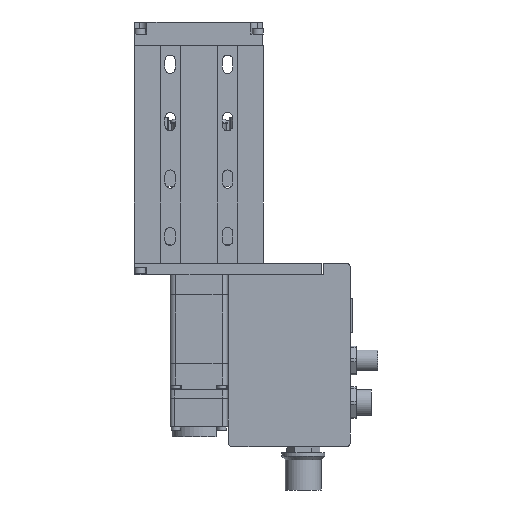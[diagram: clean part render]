
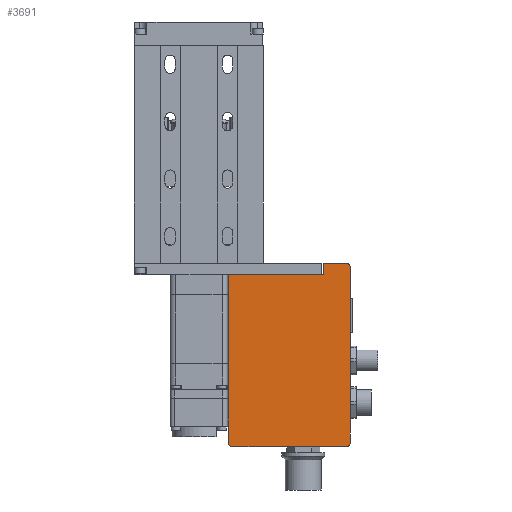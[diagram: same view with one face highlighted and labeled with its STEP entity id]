
A CAD part, front view. The second image highlights one B-rep face of the part: STEP entity #3691.
In plain terms, the highlighted planar face has unit normal (0, -1, 0).
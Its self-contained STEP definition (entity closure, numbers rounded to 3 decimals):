
#1002 = CARTESIAN_POINT ( 'NONE',  ( 51.11, -10.17, -60. ) ) ;
#1568 = AXIS2_PLACEMENT_3D ( 'NONE', #12678, #8007, #19495 ) ;
#2036 = ORIENTED_EDGE ( 'NONE', *, *, #7613, .F. ) ;
#2315 = LINE ( 'NONE', #16946, #3390 ) ;
#2553 = AXIS2_PLACEMENT_3D ( 'NONE', #11424, #4640, #14454 ) ;
#2665 = DIRECTION ( 'NONE',  ( 1., 0., 0. ) ) ;
#2686 = ORIENTED_EDGE ( 'NONE', *, *, #14496, .T. ) ;
#3025 = LINE ( 'NONE', #20967, #20041 ) ;
#3152 = FACE_OUTER_BOUND ( 'NONE', #10916, .T. ) ;
#3390 = VECTOR ( 'NONE', #5448, 1000. ) ;
#3691 = ADVANCED_FACE ( 'NONE', ( #3152 ), #16171, .F. ) ;
#4041 = DIRECTION ( 'NONE',  ( 0., -1., 0. ) ) ;
#4284 = CIRCLE ( 'NONE', #2553, 1.7 ) ;
#4322 = CIRCLE ( 'NONE', #16336, 1.7 ) ;
#4640 = DIRECTION ( 'NONE',  ( 0., -1., 0. ) ) ;
#4719 = VERTEX_POINT ( 'NONE', #7503 ) ;
#4880 = EDGE_CURVE ( 'NONE', #10388, #4719, #8602, .T. ) ;
#5371 = DIRECTION ( 'NONE',  ( -1., 0., 0. ) ) ;
#5448 = DIRECTION ( 'NONE',  ( 1., 0., 0. ) ) ;
#6157 = EDGE_CURVE ( 'NONE', #10603, #9902, #7841, .T. ) ;
#6855 = DIRECTION ( 'NONE',  ( 0., 0., 1. ) ) ;
#7163 = ORIENTED_EDGE ( 'NONE', *, *, #14548, .F. ) ;
#7222 = CARTESIAN_POINT ( 'NONE',  ( 43.41, -10.17, 0. ) ) ;
#7503 = CARTESIAN_POINT ( 'NONE',  ( 52.81, -10.17, -58.3 ) ) ;
#7553 = ORIENTED_EDGE ( 'NONE', *, *, #14343, .T. ) ;
#7596 = EDGE_CURVE ( 'NONE', #8137, #4719, #7877, .T. ) ;
#7613 = EDGE_CURVE ( 'NONE', #10528, #16589, #2315, .T. ) ;
#7841 = LINE ( 'NONE', #19311, #19414 ) ;
#7877 = CIRCLE ( 'NONE', #15770, 1.7 ) ;
#8007 = DIRECTION ( 'NONE',  ( 0., 1., 0. ) ) ;
#8137 = VERTEX_POINT ( 'NONE', #1002 ) ;
#8602 = LINE ( 'NONE', #16750, #17977 ) ;
#9076 = DIRECTION ( 'NONE',  ( 0., 0., 1. ) ) ;
#9541 = EDGE_CURVE ( 'NONE', #9902, #10528, #11798, .T. ) ;
#9865 = ORIENTED_EDGE ( 'NONE', *, *, #4880, .F. ) ;
#9902 = VERTEX_POINT ( 'NONE', #7222 ) ;
#10307 = EDGE_CURVE ( 'NONE', #8137, #16407, #19954, .T. ) ;
#10388 = VERTEX_POINT ( 'NONE', #15802 ) ;
#10528 = VERTEX_POINT ( 'NONE', #14512 ) ;
#10603 = VERTEX_POINT ( 'NONE', #15036 ) ;
#10663 = ORIENTED_EDGE ( 'NONE', *, *, #9541, .F. ) ;
#10795 = CARTESIAN_POINT ( 'NONE',  ( 11.86, -10.17, -58.3 ) ) ;
#10916 = EDGE_LOOP ( 'NONE', ( #7163, #7553, #15388, #19678, #9865, #2686, #2036, #10663, #20696 ) ) ;
#11424 = CARTESIAN_POINT ( 'NONE',  ( 51.11, -10.17, 2.3 ) ) ;
#11530 = DIRECTION ( 'NONE',  ( 0., 0., 1. ) ) ;
#11549 = VECTOR ( 'NONE', #5371, 1000. ) ;
#11798 = LINE ( 'NONE', #16838, #18374 ) ;
#11803 = CARTESIAN_POINT ( 'NONE',  ( 51.11, -10.17, -58.3 ) ) ;
#11826 = CARTESIAN_POINT ( 'NONE',  ( 52.81, -10.17, -60. ) ) ;
#12678 = CARTESIAN_POINT ( 'NONE',  ( 0., -10.17, 0. ) ) ;
#12755 = DIRECTION ( 'NONE',  ( 0., 0., 1. ) ) ;
#13551 = CARTESIAN_POINT ( 'NONE',  ( 11.86, -10.17, -60. ) ) ;
#13922 = DIRECTION ( 'NONE',  ( 0., -1., 0. ) ) ;
#14343 = EDGE_CURVE ( 'NONE', #18056, #16407, #4322, .T. ) ;
#14454 = DIRECTION ( 'NONE',  ( 0., 0., 1. ) ) ;
#14496 = EDGE_CURVE ( 'NONE', #10388, #16589, #4284, .T. ) ;
#14512 = CARTESIAN_POINT ( 'NONE',  ( 43.41, -10.17, 4. ) ) ;
#14548 = EDGE_CURVE ( 'NONE', #18056, #10603, #3025, .T. ) ;
#15036 = CARTESIAN_POINT ( 'NONE',  ( 10.16, -10.17, 0. ) ) ;
#15055 = DIRECTION ( 'NONE',  ( 0., 0., -1. ) ) ;
#15388 = ORIENTED_EDGE ( 'NONE', *, *, #10307, .F. ) ;
#15770 = AXIS2_PLACEMENT_3D ( 'NONE', #11803, #4041, #6855 ) ;
#15802 = CARTESIAN_POINT ( 'NONE',  ( 52.81, -10.17, 2.3 ) ) ;
#16171 = PLANE ( 'NONE',  #1568 ) ;
#16195 = CARTESIAN_POINT ( 'NONE',  ( 51.11, -10.17, 4. ) ) ;
#16336 = AXIS2_PLACEMENT_3D ( 'NONE', #10795, #13922, #12755 ) ;
#16407 = VERTEX_POINT ( 'NONE', #13551 ) ;
#16589 = VERTEX_POINT ( 'NONE', #16195 ) ;
#16750 = CARTESIAN_POINT ( 'NONE',  ( 52.81, -10.17, 4. ) ) ;
#16838 = CARTESIAN_POINT ( 'NONE',  ( 43.41, -10.17, 0. ) ) ;
#16909 = CARTESIAN_POINT ( 'NONE',  ( 10.16, -10.17, -58.3 ) ) ;
#16946 = CARTESIAN_POINT ( 'NONE',  ( 43.41, -10.17, 4. ) ) ;
#17977 = VECTOR ( 'NONE', #15055, 1000. ) ;
#18056 = VERTEX_POINT ( 'NONE', #16909 ) ;
#18374 = VECTOR ( 'NONE', #9076, 1000. ) ;
#19311 = CARTESIAN_POINT ( 'NONE',  ( 10.16, -10.17, 0. ) ) ;
#19414 = VECTOR ( 'NONE', #2665, 1000. ) ;
#19495 = DIRECTION ( 'NONE',  ( 0., 0., 1. ) ) ;
#19678 = ORIENTED_EDGE ( 'NONE', *, *, #7596, .T. ) ;
#19954 = LINE ( 'NONE', #11826, #11549 ) ;
#20041 = VECTOR ( 'NONE', #11530, 1000. ) ;
#20696 = ORIENTED_EDGE ( 'NONE', *, *, #6157, .F. ) ;
#20967 = CARTESIAN_POINT ( 'NONE',  ( 10.16, -10.17, -60. ) ) ;
